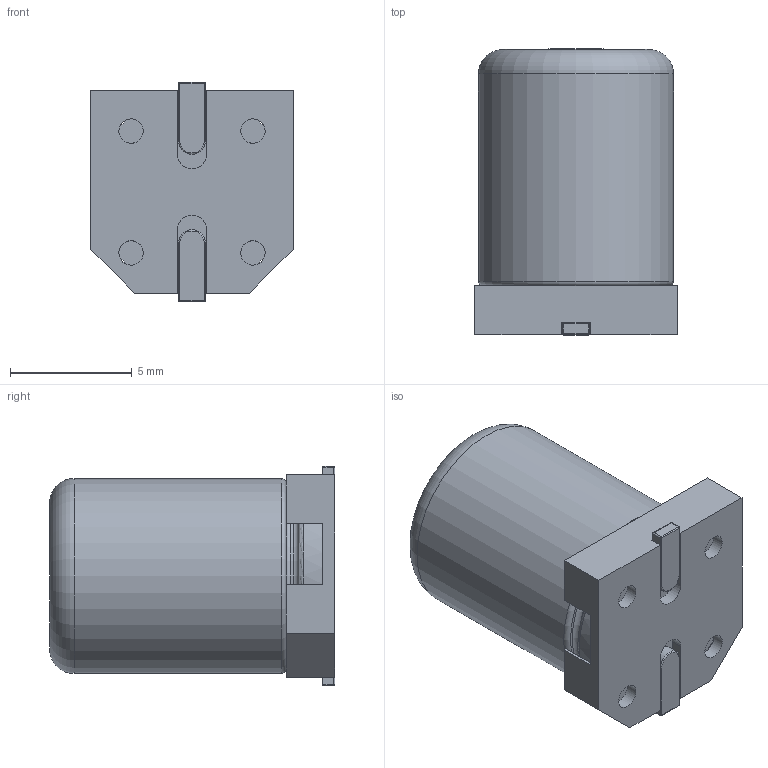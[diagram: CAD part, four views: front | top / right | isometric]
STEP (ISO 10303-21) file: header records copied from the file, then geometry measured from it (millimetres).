
FILE_DESCRIPTION( ( '' ), ' ' );
FILE_NAME( '595cb91ccbb13b0f5dec8a04.step', '2017-07-05T10:02:37', ( '' ), ( '' ), ' ', ' ', ' ' );
FILE_SCHEMA( ( 'AUTOMOTIVE_DESIGN { 1 0 10303 214 1 1 1 1 }' ) );
Length unit declared in the file: metre
Products named in the file (4): 1; 2; 3; 4
Bounding box: 8.3 x 11.72 x 9 mm (x, y, z)
Volume: 602 mm3; surface area: 554.7 mm2
Topology: 4 solids, 4 shells, 80 faces, 197 edges, 115 vertices
Faces by surface type: plane 43, cylinder 26, torus 7, sphere 4
Full cylindrical faces by diameter (mm): 1 x4, 7 x1, 8 x2
Entity records: 2908 total; most frequent: DIRECTION 418, CARTESIAN_POINT 370, ORIENTED_EDGE 352, EDGE_CURVE 176, AXIS2_PLACEMENT_3D 158, VERTEX_POINT 110, LINE 102, VECTOR 102
